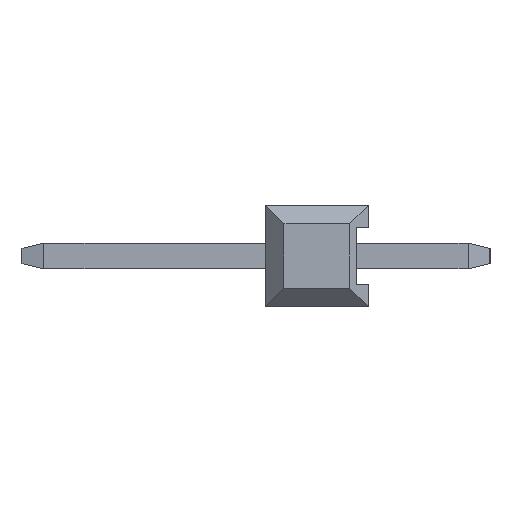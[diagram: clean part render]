
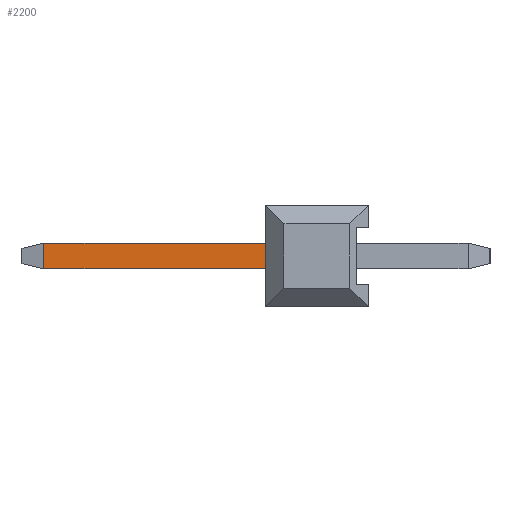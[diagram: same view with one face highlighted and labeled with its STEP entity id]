
A CAD part, left-side view. The second image highlights one B-rep face of the part: STEP entity #2200.
In plain terms, the highlighted planar face has unit normal (-1, 0, 0).
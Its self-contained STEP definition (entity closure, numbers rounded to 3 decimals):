
#589 = VERTEX_POINT ( 'NONE', #22304 ) ;
#617 = VERTEX_POINT ( 'NONE', #22322 ) ;
#2178 = EDGE_CURVE ( 'NONE', #24794, #24817, #19986, .T. ) ;
#2180 = EDGE_CURVE ( 'NONE', #589, #24794, #19992, .T. ) ;
#2181 = EDGE_CURVE ( 'NONE', #589, #617, #19995, .T. ) ;
#2200 = ADVANCED_FACE ( 'NONE', ( #21622 ), #19970, .T. ) ;
#8098 = EDGE_LOOP ( 'NONE', ( #23334, #23341, #23325, #23322 ) ) ;
#13482 = CARTESIAN_POINT ( 'NONE',  ( -0.32, 7.999, -0.32 ) ) ;
#13505 = CARTESIAN_POINT ( 'NONE',  ( -0.32, 2.54, -0.32 ) ) ;
#19970 = PLANE ( 'NONE',  #21762 ) ;
#19986 = LINE ( 'NONE', #19987, #21712 ) ;
#19987 = CARTESIAN_POINT ( 'NONE',  ( -0.32, 8.54, -0.32 ) ) ;
#19988 = DIRECTION ( 'NONE',  ( 0., -1., 0. ) ) ;
#19992 = LINE ( 'NONE', #19993, #21724 ) ;
#19993 = CARTESIAN_POINT ( 'NONE',  ( -0.32, 7.999, 0.32 ) ) ;
#19994 = DIRECTION ( 'NONE',  ( 0., 0., -1. ) ) ;
#19995 = LINE ( 'NONE', #19996, #21581 ) ;
#19996 = CARTESIAN_POINT ( 'NONE',  ( -0.32, 8.54, 0.32 ) ) ;
#19997 = DIRECTION ( 'NONE',  ( 0., -1., 0. ) ) ;
#20061 = CARTESIAN_POINT ( 'NONE',  ( -0.32, 8.54, 0.32 ) ) ;
#20062 = DIRECTION ( 'NONE',  ( -1., 0., 0. ) ) ;
#20063 = DIRECTION ( 'NONE',  ( 0., 0., 1. ) ) ;
#21581 = VECTOR ( 'NONE', #19997, 1000. ) ;
#21622 = FACE_OUTER_BOUND ( 'NONE', #8098, .T. ) ;
#21712 = VECTOR ( 'NONE', #19988, 1000. ) ;
#21724 = VECTOR ( 'NONE', #19994, 1000. ) ;
#21762 = AXIS2_PLACEMENT_3D ( 'NONE', #20061, #20062, #20063 ) ;
#22304 = CARTESIAN_POINT ( 'NONE',  ( -0.32, 7.999, 0.32 ) ) ;
#22322 = CARTESIAN_POINT ( 'NONE',  ( -0.32, 2.54, 0.32 ) ) ;
#23322 = ORIENTED_EDGE ( 'NONE', *, *, #31992, .T. ) ;
#23325 = ORIENTED_EDGE ( 'NONE', *, *, #2178, .T. ) ;
#23334 = ORIENTED_EDGE ( 'NONE', *, *, #2181, .F. ) ;
#23341 = ORIENTED_EDGE ( 'NONE', *, *, #2180, .T. ) ;
#24122 = VECTOR ( 'NONE', #29590, 1000. ) ;
#24794 = VERTEX_POINT ( 'NONE', #13482 ) ;
#24817 = VERTEX_POINT ( 'NONE', #13505 ) ;
#29588 = LINE ( 'NONE', #29589, #24122 ) ;
#29589 = CARTESIAN_POINT ( 'NONE',  ( -0.32, 2.54, -0.32 ) ) ;
#29590 = DIRECTION ( 'NONE',  ( 0., 0., 1. ) ) ;
#31992 = EDGE_CURVE ( 'NONE', #24817, #617, #29588, .T. ) ;
